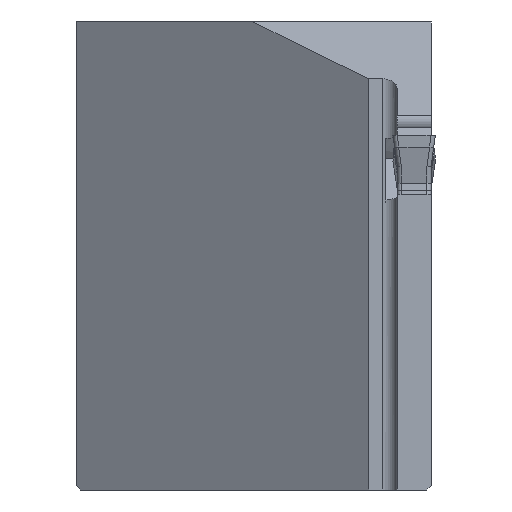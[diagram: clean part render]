
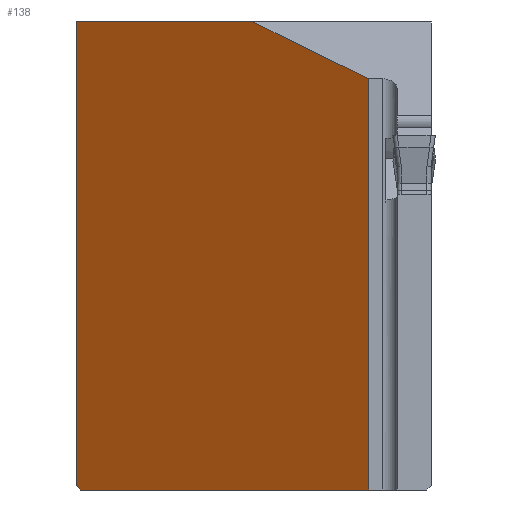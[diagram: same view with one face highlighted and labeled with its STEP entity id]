
A CAD part, left-side view. The second image highlights one B-rep face of the part: STEP entity #138.
In plain terms, the highlighted planar face has unit normal (-0.819, 0.574, 0).
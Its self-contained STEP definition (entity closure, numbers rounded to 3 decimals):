
#138=ADVANCED_FACE('',(#263),#212,.F.);
#212=PLANE('',#1459);
#263=FACE_OUTER_BOUND('',#339,.T.);
#339=EDGE_LOOP('',(#530,#531,#532,#533,#534,#535));
#530=ORIENTED_EDGE('',*,*,#1001,.F.);
#531=ORIENTED_EDGE('',*,*,#1007,.T.);
#532=ORIENTED_EDGE('',*,*,#940,.F.);
#533=ORIENTED_EDGE('',*,*,#953,.F.);
#534=ORIENTED_EDGE('',*,*,#950,.F.);
#535=ORIENTED_EDGE('',*,*,#979,.F.);
#812=VERTEX_POINT('',#1965);
#813=VERTEX_POINT('',#1966);
#821=VERTEX_POINT('',#1985);
#823=VERTEX_POINT('',#1988);
#844=VERTEX_POINT('',#2042);
#851=VERTEX_POINT('',#2084);
#940=EDGE_CURVE('',#812,#813,#1137,.T.);
#950=EDGE_CURVE('',#821,#823,#1147,.T.);
#953=EDGE_CURVE('',#823,#812,#1150,.T.);
#979=EDGE_CURVE('',#844,#821,#1170,.T.);
#1001=EDGE_CURVE('',#851,#844,#1190,.T.);
#1007=EDGE_CURVE('',#851,#813,#1193,.T.);
#1137=LINE('',#1964,#1281);
#1147=LINE('',#1987,#1291);
#1150=LINE('',#1993,#1294);
#1170=LINE('',#2043,#1314);
#1190=LINE('',#2085,#1334);
#1193=LINE('',#2121,#1337);
#1281=VECTOR('',#1564,1.);
#1291=VECTOR('',#1578,1.);
#1294=VECTOR('',#1583,1.);
#1314=VECTOR('',#1623,1.);
#1334=VECTOR('',#1673,1.);
#1337=VECTOR('',#1686,1.);
#1459=AXIS2_PLACEMENT_3D('',#2122,#1687,#1688);
#1564=DIRECTION('',(-0.574,-0.819,0.));
#1578=DIRECTION('',(0.444,0.634,0.634));
#1583=DIRECTION('',(0.,0.,1.));
#1623=DIRECTION('',(0.574,0.819,0.));
#1673=DIRECTION('',(0.,0.,-1.));
#1686=DIRECTION('',(0.532,0.76,0.373));
#1687=DIRECTION('',(0.819,-0.574,0.));
#1688=DIRECTION('',(0.574,0.819,0.));
#1964=CARTESIAN_POINT('',(9.,-20.6,8.));
#1965=CARTESIAN_POINT('',(23.424,0.,8.));
#1966=CARTESIAN_POINT('',(14.725,-12.424,8.));
#1985=CARTESIAN_POINT('',(23.214,-0.3,-25.));
#1987=CARTESIAN_POINT('',(14.146,-13.251,-37.951));
#1988=CARTESIAN_POINT('',(23.424,0.,-24.7));
#1993=CARTESIAN_POINT('',(23.424,0.,-27.));
#2042=CARTESIAN_POINT('',(9.,-20.6,-25.));
#2043=CARTESIAN_POINT('',(9.,-20.6,-25.));
#2084=CARTESIAN_POINT('',(9.,-20.6,3.991));
#2085=CARTESIAN_POINT('',(9.,-20.6,-27.));
#2121=CARTESIAN_POINT('',(9.911,-19.299,4.629));
#2122=CARTESIAN_POINT('',(9.,-20.6,-27.));
